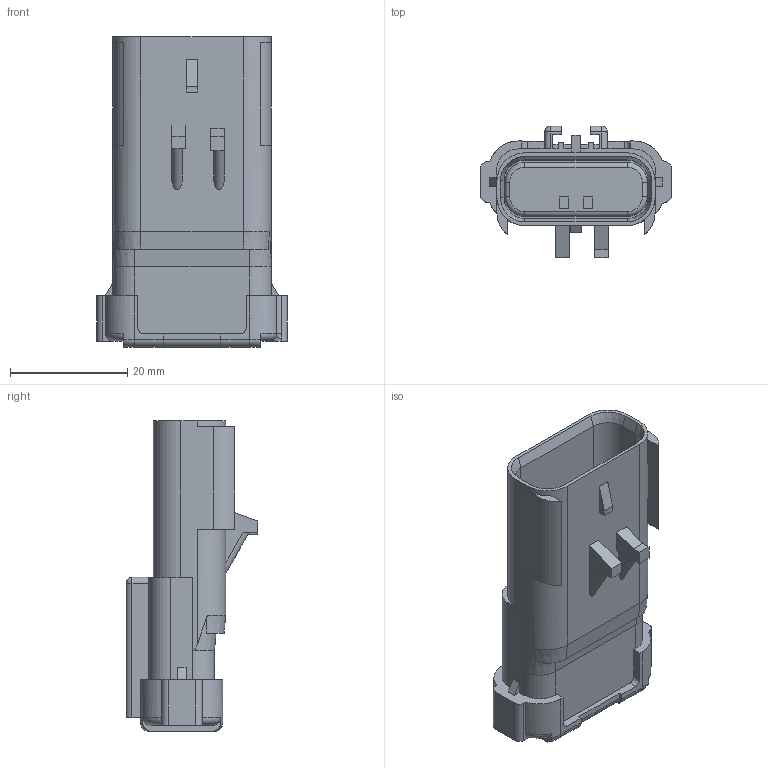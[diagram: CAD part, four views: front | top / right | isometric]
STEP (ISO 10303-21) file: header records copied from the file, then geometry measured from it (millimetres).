
FILE_DESCRIPTION(/* description */ (''),/* implementation_level */ '2;1');
FILE_NAME(/* name */ '15489820_ENV10_03.stp',/* time_stamp */ '2018-03-20T13:14:47+06:00',/* author */ (''),/* organization */ (''),/* preprocessor_version */ 'ST-DEVELOPER v15',/* originating_system */ 'SIEMENS PLM Software NX 9.0',/* authorisation */ '');
FILE_SCHEMA (('AP203_CONFIGURATION_CONTROLLED_3D_DESIGN_OF_MECHANICAL_PARTS_AND_ASSEMBLIES_MIM_LF { 1 0 10303 403 2 1 2}'));
Length unit declared in the file: millimetre
Products named in the file (1): _
Bounding box: 32.6 x 22.51 x 53 mm (x, y, z)
Volume: 12949.1 mm3; surface area: 9105.5 mm2
Topology: 1 solids, 1 shells, 251 faces, 681 edges, 439 vertices
Faces by surface type: plane 169, cylinder 54, torus 12, cone 8, bspline 4, sphere 2, extrusion 2
Entity records: 8234 total; most frequent: CARTESIAN_POINT 1781, ORIENTED_EDGE 1362, DIRECTION 1282, EDGE_CURVE 681, VECTOR 510, LINE 508, VERTEX_POINT 439, AXIS2_PLACEMENT_3D 386
